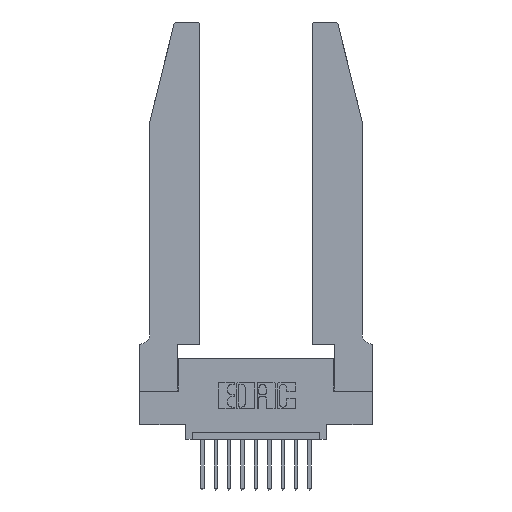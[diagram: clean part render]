
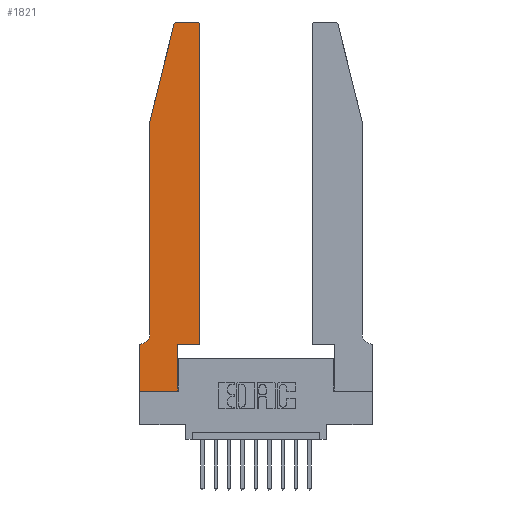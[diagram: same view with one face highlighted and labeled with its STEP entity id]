
A CAD part, top view. The second image highlights one B-rep face of the part: STEP entity #1821.
In plain terms, the highlighted planar face has unit normal (0, 0, 1).
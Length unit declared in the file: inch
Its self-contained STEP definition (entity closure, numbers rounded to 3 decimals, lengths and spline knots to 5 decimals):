
#86 = EDGE_CURVE ( 'NONE', #13561, #10822, #9047, .T. ) ;
#117 = CARTESIAN_POINT ( 'NONE',  ( 0.2865, 0.35, 0.37 ) ) ;
#581 = CARTESIAN_POINT ( 'NONE',  ( 0.0055, 0.42, 0.37 ) ) ;
#1088 = CARTESIAN_POINT ( 'NONE',  ( 0.2865, 0., 0.37 ) ) ;
#1269 = LINE ( 'NONE', #15341, #3403 ) ;
#1413 = CARTESIAN_POINT ( 'NONE',  ( 0.4205, 2.72, 0.37 ) ) ;
#1625 = EDGE_CURVE ( 'NONE', #7606, #2261, #7102, .T. ) ;
#1821 = ADVANCED_FACE ( 'NONE', ( #10006 ), #15374, .T. ) ;
#2164 = CARTESIAN_POINT ( 'NONE',  ( 0.284, 2.75, 0.37 ) ) ;
#2261 = VERTEX_POINT ( 'NONE', #12010 ) ;
#2450 = EDGE_CURVE ( 'NONE', #5153, #9367, #1269, .T. ) ;
#2491 = CARTESIAN_POINT ( 'NONE',  ( 0., 0., 0.37 ) ) ;
#2593 = VECTOR ( 'NONE', #14024, 39.37008 ) ;
#2894 = VERTEX_POINT ( 'NONE', #10574 ) ;
#3009 = DIRECTION ( 'NONE',  ( 1., 0., 0. ) ) ;
#3115 = CARTESIAN_POINT ( 'NONE',  ( 0., 0., 0.37 ) ) ;
#3190 = CARTESIAN_POINT ( 'NONE',  ( 0.0755, 2., 0.37 ) ) ;
#3304 = EDGE_LOOP ( 'NONE', ( #3627, #5778, #4218, #11424, #5908, #4828, #10575, #8179, #11147, #6164, #11209, #4377 ) ) ;
#3394 = EDGE_CURVE ( 'NONE', #10822, #15966, #4349, .T. ) ;
#3403 = VECTOR ( 'NONE', #15288, 39.37008 ) ;
#3582 = DIRECTION ( 'NONE',  ( 0., -1., 0. ) ) ;
#3627 = ORIENTED_EDGE ( 'NONE', *, *, #10282, .T. ) ;
#3632 = AXIS2_PLACEMENT_3D ( 'NONE', #13516, #12242, #7227 ) ;
#3727 = CARTESIAN_POINT ( 'NONE',  ( 0.4505, 0.35, 0.37 ) ) ;
#3734 = CARTESIAN_POINT ( 'NONE',  ( 0.4505, 0.35, 0.37 ) ) ;
#3780 = VECTOR ( 'NONE', #11087, 39.37008 ) ;
#3851 = DIRECTION ( 'NONE',  ( 0., 1., 0. ) ) ;
#4218 = ORIENTED_EDGE ( 'NONE', *, *, #7615, .T. ) ;
#4255 = CIRCLE ( 'NONE', #8616, 0.07 ) ;
#4349 = LINE ( 'NONE', #3727, #15870 ) ;
#4377 = ORIENTED_EDGE ( 'NONE', *, *, #10879, .T. ) ;
#4494 = CARTESIAN_POINT ( 'NONE',  ( 0., 0., 0.37 ) ) ;
#4499 = CARTESIAN_POINT ( 'NONE',  ( 0.4205, 2.75, 0.37 ) ) ;
#4828 = ORIENTED_EDGE ( 'NONE', *, *, #2450, .T. ) ;
#5153 = VERTEX_POINT ( 'NONE', #11033 ) ;
#5469 = DIRECTION ( 'NONE',  ( 0., 0., -1. ) ) ;
#5667 = CIRCLE ( 'NONE', #3632, 0.03 ) ;
#5778 = ORIENTED_EDGE ( 'NONE', *, *, #15960, .T. ) ;
#5908 = ORIENTED_EDGE ( 'NONE', *, *, #12910, .T. ) ;
#6164 = ORIENTED_EDGE ( 'NONE', *, *, #86, .T. ) ;
#6239 = DIRECTION ( 'NONE',  ( 0., 1., 0. ) ) ;
#6261 = CARTESIAN_POINT ( 'NONE',  ( 0., 0.35, 0.37 ) ) ;
#6438 = CARTESIAN_POINT ( 'NONE',  ( 0., 0.35, 0.37 ) ) ;
#6864 = VERTEX_POINT ( 'NONE', #4499 ) ;
#7008 = CARTESIAN_POINT ( 'NONE',  ( 0.0755, 2., 0.37 ) ) ;
#7102 = LINE ( 'NONE', #3190, #10598 ) ;
#7227 = DIRECTION ( 'NONE',  ( 1., 0., 0. ) ) ;
#7276 = DIRECTION ( 'NONE',  ( 0., 0., 1. ) ) ;
#7606 = VERTEX_POINT ( 'NONE', #7008 ) ;
#7615 = EDGE_CURVE ( 'NONE', #2894, #7606, #13608, .T. ) ;
#7661 = CARTESIAN_POINT ( 'NONE',  ( 0.2605, 2.75, 0.37 ) ) ;
#7807 = CIRCLE ( 'NONE', #14253, 0.03 ) ;
#8179 = ORIENTED_EDGE ( 'NONE', *, *, #12954, .T. ) ;
#8476 = VERTEX_POINT ( 'NONE', #2164 ) ;
#8616 = AXIS2_PLACEMENT_3D ( 'NONE', #581, #5469, #9225 ) ;
#8851 = VERTEX_POINT ( 'NONE', #4494 ) ;
#9041 = VECTOR ( 'NONE', #3582, 39.37008 ) ;
#9047 = LINE ( 'NONE', #3734, #3780 ) ;
#9211 = AXIS2_PLACEMENT_3D ( 'NONE', #6438, #13948, #11490 ) ;
#9220 = LINE ( 'NONE', #7661, #2593 ) ;
#9225 = DIRECTION ( 'NONE',  ( -1., 0., 0. ) ) ;
#9327 = EDGE_CURVE ( 'NONE', #9367, #8851, #15685, .T. ) ;
#9364 = CARTESIAN_POINT ( 'NONE',  ( 0.0755, 2., 0.37 ) ) ;
#9367 = VERTEX_POINT ( 'NONE', #6261 ) ;
#9641 = CARTESIAN_POINT ( 'NONE',  ( 0.4505, 2.72, 0.37 ) ) ;
#10006 = FACE_OUTER_BOUND ( 'NONE', #3304, .T. ) ;
#10123 = LINE ( 'NONE', #117, #11694 ) ;
#10282 = EDGE_CURVE ( 'NONE', #6864, #8476, #9220, .T. ) ;
#10554 = DIRECTION ( 'NONE',  ( -0.239, -0.971, 0. ) ) ;
#10574 = CARTESIAN_POINT ( 'NONE',  ( 0.25487, 2.72718, 0.37 ) ) ;
#10575 = ORIENTED_EDGE ( 'NONE', *, *, #9327, .T. ) ;
#10598 = VECTOR ( 'NONE', #12170, 39.37008 ) ;
#10822 = VERTEX_POINT ( 'NONE', #15811 ) ;
#10879 = EDGE_CURVE ( 'NONE', #15966, #6864, #7807, .T. ) ;
#11033 = CARTESIAN_POINT ( 'NONE',  ( 0.0055, 0.35, 0.37 ) ) ;
#11087 = DIRECTION ( 'NONE',  ( 1., 0., 0. ) ) ;
#11147 = ORIENTED_EDGE ( 'NONE', *, *, #16139, .T. ) ;
#11209 = ORIENTED_EDGE ( 'NONE', *, *, #3394, .T. ) ;
#11424 = ORIENTED_EDGE ( 'NONE', *, *, #1625, .T. ) ;
#11490 = DIRECTION ( 'NONE',  ( 1., 0., 0. ) ) ;
#11694 = VECTOR ( 'NONE', #3851, 39.37008 ) ;
#11860 = CARTESIAN_POINT ( 'NONE',  ( 0.2865, 0.35, 0.37 ) ) ;
#12010 = CARTESIAN_POINT ( 'NONE',  ( 0.0755, 0.42, 0.37 ) ) ;
#12170 = DIRECTION ( 'NONE',  ( 0., -1., 0. ) ) ;
#12190 = VERTEX_POINT ( 'NONE', #1088 ) ;
#12242 = DIRECTION ( 'NONE',  ( 0., 0., 1. ) ) ;
#12680 = DIRECTION ( 'NONE',  ( 1., 0., 0. ) ) ;
#12910 = EDGE_CURVE ( 'NONE', #2261, #5153, #4255, .T. ) ;
#12954 = EDGE_CURVE ( 'NONE', #8851, #12190, #13224, .T. ) ;
#13224 = LINE ( 'NONE', #3115, #14793 ) ;
#13516 = CARTESIAN_POINT ( 'NONE',  ( 0.284, 2.72, 0.37 ) ) ;
#13561 = VERTEX_POINT ( 'NONE', #11860 ) ;
#13608 = LINE ( 'NONE', #9364, #14298 ) ;
#13948 = DIRECTION ( 'NONE',  ( 0., 0., 1. ) ) ;
#14024 = DIRECTION ( 'NONE',  ( -1., 0., 0. ) ) ;
#14253 = AXIS2_PLACEMENT_3D ( 'NONE', #1413, #7276, #12680 ) ;
#14298 = VECTOR ( 'NONE', #10554, 39.37008 ) ;
#14793 = VECTOR ( 'NONE', #3009, 39.37008 ) ;
#15288 = DIRECTION ( 'NONE',  ( -1., 0., 0. ) ) ;
#15341 = CARTESIAN_POINT ( 'NONE',  ( 0.0755, 0.35, 0.37 ) ) ;
#15374 = PLANE ( 'NONE',  #9211 ) ;
#15685 = LINE ( 'NONE', #2491, #9041 ) ;
#15811 = CARTESIAN_POINT ( 'NONE',  ( 0.4505, 0.35, 0.37 ) ) ;
#15870 = VECTOR ( 'NONE', #6239, 39.37008 ) ;
#15960 = EDGE_CURVE ( 'NONE', #8476, #2894, #5667, .T. ) ;
#15966 = VERTEX_POINT ( 'NONE', #9641 ) ;
#16139 = EDGE_CURVE ( 'NONE', #12190, #13561, #10123, .T. ) ;
